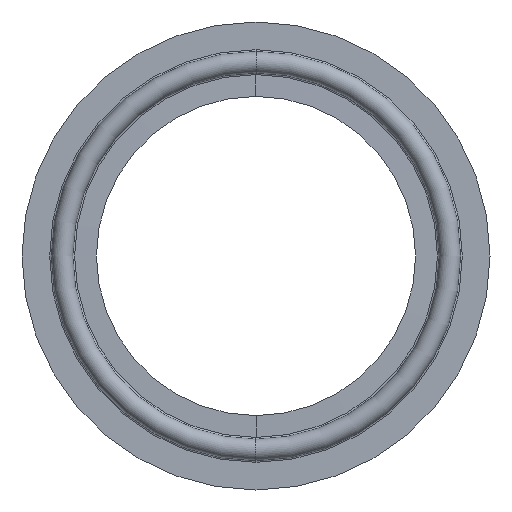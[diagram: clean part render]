
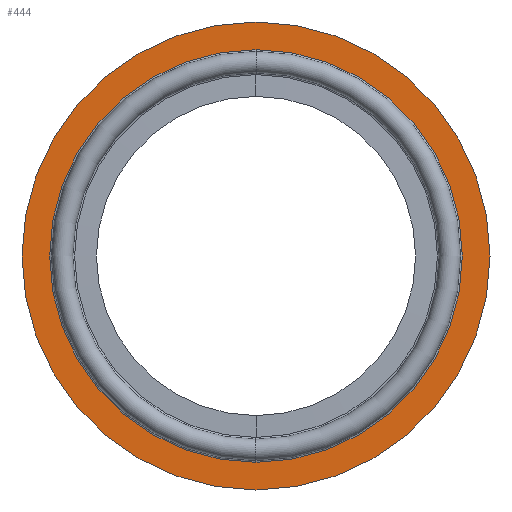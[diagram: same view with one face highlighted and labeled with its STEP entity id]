
A CAD part, left-side view. The second image highlights one B-rep face of the part: STEP entity #444.
In plain terms, the highlighted planar face has unit normal (-1, 0, 0).
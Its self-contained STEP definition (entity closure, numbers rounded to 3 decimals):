
#12 = DIRECTION ( 'NONE',  ( -1., 0., 0. ) ) ;
#16 = VERTEX_POINT ( 'NONE', #765 ) ;
#29 = VERTEX_POINT ( 'NONE', #361 ) ;
#34 = EDGE_CURVE ( 'NONE', #29, #893, #452, .T. ) ;
#41 = ORIENTED_EDGE ( 'NONE', *, *, #73, .F. ) ;
#66 = DIRECTION ( 'NONE',  ( 1., 0., 0. ) ) ;
#70 = DIRECTION ( 'NONE',  ( 0., 0., 1. ) ) ;
#73 = EDGE_CURVE ( 'NONE', #16, #610, #172, .T. ) ;
#81 = EDGE_LOOP ( 'NONE', ( #201, #554 ) ) ;
#148 = CARTESIAN_POINT ( 'NONE',  ( -0.9, 0., 0. ) ) ;
#151 = FACE_OUTER_BOUND ( 'NONE', #81, .T. ) ;
#156 = CARTESIAN_POINT ( 'NONE',  ( -0.9, 0., -23.146 ) ) ;
#162 = CARTESIAN_POINT ( 'NONE',  ( -0.9, 0., 0. ) ) ;
#172 = CIRCLE ( 'NONE', #339, 23.146 ) ;
#201 = ORIENTED_EDGE ( 'NONE', *, *, #358, .T. ) ;
#278 = CIRCLE ( 'NONE', #603, 23.146 ) ;
#321 = DIRECTION ( 'NONE',  ( 0., 0., 1. ) ) ;
#323 = CARTESIAN_POINT ( 'NONE',  ( -0.9, 0., 26.25 ) ) ;
#334 = EDGE_LOOP ( 'NONE', ( #41, #357 ) ) ;
#339 = AXIS2_PLACEMENT_3D ( 'NONE', #162, #881, #321 ) ;
#356 = DIRECTION ( 'NONE',  ( 0., 0., -1. ) ) ;
#357 = ORIENTED_EDGE ( 'NONE', *, *, #419, .F. ) ;
#358 = EDGE_CURVE ( 'NONE', #893, #29, #453, .T. ) ;
#361 = CARTESIAN_POINT ( 'NONE',  ( -0.9, 0., -26.25 ) ) ;
#369 = CARTESIAN_POINT ( 'NONE',  ( -0.9, 0., 0. ) ) ;
#398 = AXIS2_PLACEMENT_3D ( 'NONE', #568, #66, #356 ) ;
#419 = EDGE_CURVE ( 'NONE', #610, #16, #278, .T. ) ;
#422 = CARTESIAN_POINT ( 'NONE',  ( -0.9, 0., 0. ) ) ;
#440 = DIRECTION ( 'NONE',  ( 0., 0., 1. ) ) ;
#444 = ADVANCED_FACE ( 'NONE', ( #837, #151 ), #558, .F. ) ;
#452 = CIRCLE ( 'NONE', #548, 26.25 ) ;
#453 = CIRCLE ( 'NONE', #887, 26.25 ) ;
#548 = AXIS2_PLACEMENT_3D ( 'NONE', #148, #626, #783 ) ;
#554 = ORIENTED_EDGE ( 'NONE', *, *, #34, .T. ) ;
#558 = PLANE ( 'NONE',  #398 ) ;
#568 = CARTESIAN_POINT ( 'NONE',  ( -0.9, 23.146, 0. ) ) ;
#603 = AXIS2_PLACEMENT_3D ( 'NONE', #422, #777, #70 ) ;
#610 = VERTEX_POINT ( 'NONE', #156 ) ;
#626 = DIRECTION ( 'NONE',  ( -1., 0., 0. ) ) ;
#765 = CARTESIAN_POINT ( 'NONE',  ( -0.9, 0., 23.146 ) ) ;
#777 = DIRECTION ( 'NONE',  ( -1., 0., 0. ) ) ;
#783 = DIRECTION ( 'NONE',  ( 0., 0., 1. ) ) ;
#837 = FACE_BOUND ( 'NONE', #334, .T. ) ;
#881 = DIRECTION ( 'NONE',  ( -1., 0., 0. ) ) ;
#887 = AXIS2_PLACEMENT_3D ( 'NONE', #369, #12, #440 ) ;
#893 = VERTEX_POINT ( 'NONE', #323 ) ;
